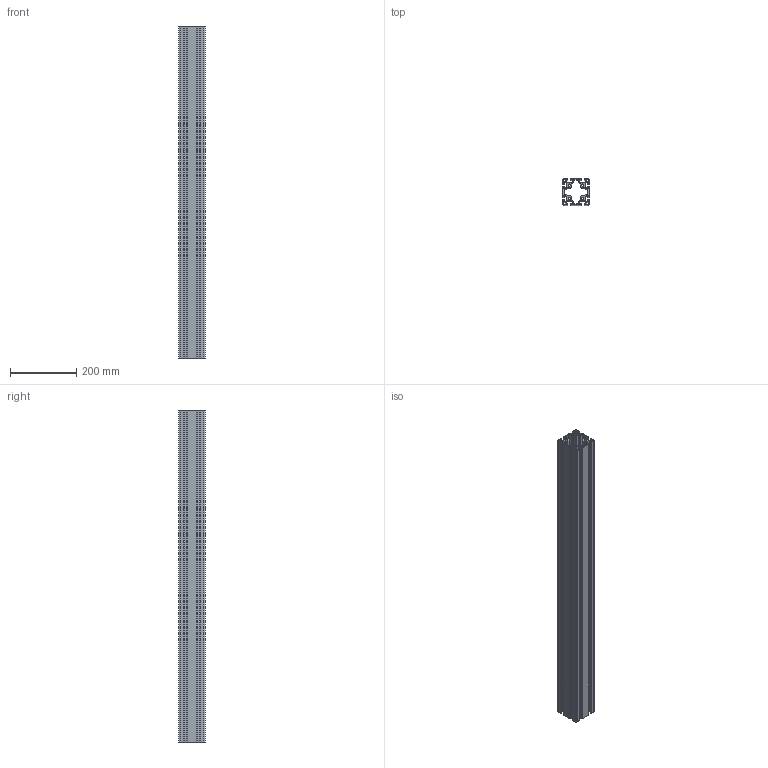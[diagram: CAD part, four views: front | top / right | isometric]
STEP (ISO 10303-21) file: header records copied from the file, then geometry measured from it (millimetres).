
FILE_DESCRIPTION((''),'2;1');
FILE_NAME('P80x80L_N8_I.stp','2012-12-07T19:41:16',('Schwarz'),(''),'Autodesk Inventor 2009','Autodesk Inventor 2009','');
FILE_SCHEMA(('AUTOMOTIVE_DESIGN { 1 0 10303 214 1 1 1 1 }'));
Length unit declared in the file: millimetre
Products named in the file (1): P80x80L_N8_I
Bounding box: 80 x 80 x 1000 mm (x, y, z)
Volume: 1979325.6 mm3; surface area: 1123426.5 mm2
Topology: 1 solids, 1 shells, 318 faces, 948 edges, 632 vertices
Faces by surface type: cylinder 168, plane 150
Full cylindrical faces by diameter (mm): 6.7 x4
Entity records: 10830 total; most frequent: DIRECTION 1918, CARTESIAN_POINT 1895, ORIENTED_EDGE 1888, EDGE_CURVE 944, AXIS2_PLACEMENT_3D 655, VERTEX_POINT 632, VECTOR 608, LINE 608
